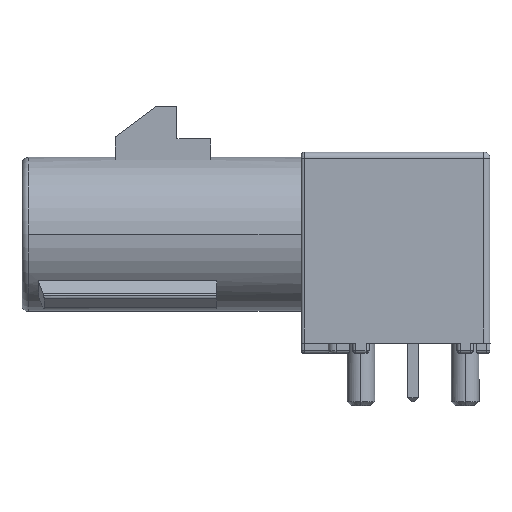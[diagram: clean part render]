
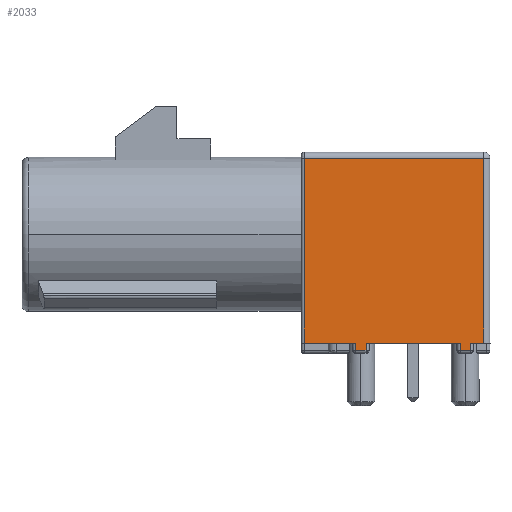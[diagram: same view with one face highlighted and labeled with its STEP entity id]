
A CAD part, top view. The second image highlights one B-rep face of the part: STEP entity #2033.
In plain terms, the highlighted planar face has unit normal (0, 0, 1).
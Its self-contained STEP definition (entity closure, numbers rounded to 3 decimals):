
#2033=ADVANCED_FACE('',(#2361),#2143,.T.);
#2143=PLANE('',#5779);
#2361=FACE_OUTER_BOUND('',#2603,.T.);
#2603=EDGE_LOOP('',(#3649,#3650,#3651,#3652,#3653,#3654,#3655,#3656,#3657,
#3658,#3659,#3660));
#3649=ORIENTED_EDGE('',*,*,#4662,.F.);
#3650=ORIENTED_EDGE('',*,*,#4593,.F.);
#3651=ORIENTED_EDGE('',*,*,#4621,.F.);
#3652=ORIENTED_EDGE('',*,*,#4493,.F.);
#3653=ORIENTED_EDGE('',*,*,#4487,.F.);
#3654=ORIENTED_EDGE('',*,*,#4458,.F.);
#3655=ORIENTED_EDGE('',*,*,#4620,.F.);
#3656=ORIENTED_EDGE('',*,*,#4453,.F.);
#3657=ORIENTED_EDGE('',*,*,#4447,.F.);
#3658=ORIENTED_EDGE('',*,*,#4438,.F.);
#3659=ORIENTED_EDGE('',*,*,#4659,.F.);
#3660=ORIENTED_EDGE('',*,*,#4661,.F.);
#3959=VERTEX_POINT('',#7651);
#3964=VERTEX_POINT('',#7661);
#3981=VERTEX_POINT('',#7745);
#4000=VERTEX_POINT('',#7814);
#4006=VERTEX_POINT('',#7834);
#4007=VERTEX_POINT('',#7835);
#4011=VERTEX_POINT('',#7877);
#4014=VERTEX_POINT('',#7885);
#4028=VERTEX_POINT('',#7970);
#4077=VERTEX_POINT('',#8224);
#4078=VERTEX_POINT('',#8226);
#4108=VERTEX_POINT('',#8415);
#4438=EDGE_CURVE('',#4006,#4007,#4872,.T.);
#4447=EDGE_CURVE('',#4007,#3981,#4876,.T.);
#4453=EDGE_CURVE('',#3981,#4011,#4880,.T.);
#4458=EDGE_CURVE('',#4014,#3964,#4882,.T.);
#4487=EDGE_CURVE('',#3964,#3959,#4898,.T.);
#4493=EDGE_CURVE('',#3959,#4028,#4902,.T.);
#4593=EDGE_CURVE('',#4078,#4077,#4956,.T.);
#4620=EDGE_CURVE('',#4011,#4014,#4977,.T.);
#4621=EDGE_CURVE('',#4028,#4078,#4978,.T.);
#4659=EDGE_CURVE('',#4108,#4006,#4999,.T.);
#4661=EDGE_CURVE('',#4000,#4108,#5000,.T.);
#4662=EDGE_CURVE('',#4077,#4000,#5001,.T.);
#4872=LINE('',#7833,#5207);
#4876=LINE('',#7864,#5211);
#4880=LINE('',#7876,#5215);
#4882=LINE('',#7886,#5217);
#4898=LINE('',#7957,#5233);
#4902=LINE('',#7969,#5237);
#4956=LINE('',#8227,#5291);
#4977=LINE('',#8310,#5312);
#4978=LINE('',#8311,#5313);
#4999=LINE('',#8414,#5334);
#5000=LINE('',#8418,#5335);
#5001=LINE('',#8420,#5336);
#5207=VECTOR('',#6432,1.);
#5211=VECTOR('',#6452,1.);
#5215=VECTOR('',#6468,1.);
#5217=VECTOR('',#6478,1.);
#5233=VECTOR('',#6550,1.);
#5237=VECTOR('',#6566,1.);
#5291=VECTOR('',#6798,1.);
#5312=VECTOR('',#6853,1.);
#5313=VECTOR('',#6854,1.);
#5334=VECTOR('',#6943,1.);
#5335=VECTOR('',#6948,1.);
#5336=VECTOR('',#6951,1.);
#5779=AXIS2_PLACEMENT_3D('',#8421,#6952,#6953);
#6432=DIRECTION('',(0.,-1.,0.));
#6452=DIRECTION('',(-1.,0.,0.));
#6468=DIRECTION('',(0.,1.,0.));
#6478=DIRECTION('',(0.,-1.,0.));
#6550=DIRECTION('',(-1.,0.,0.));
#6566=DIRECTION('',(0.,1.,0.));
#6798=DIRECTION('',(0.,1.,0.));
#6853=DIRECTION('',(-1.,0.,0.));
#6854=DIRECTION('',(-1.,0.,0.));
#6943=DIRECTION('',(-1.,0.,0.));
#6948=DIRECTION('',(0.,-1.,0.));
#6951=DIRECTION('',(1.,0.,0.));
#6952=DIRECTION('',(0.,0.,1.));
#6953=DIRECTION('',(-1.,0.,0.));
#7651=CARTESIAN_POINT('',(-6.54,-5.65,4.));
#7661=CARTESIAN_POINT('',(-6.04,-5.65,4.));
#7745=CARTESIAN_POINT('',(-1.46,-5.65,4.));
#7814=CARTESIAN_POINT('',(-0.3,3.7,4.));
#7833=CARTESIAN_POINT('',(-0.96,-5.3,4.));
#7834=CARTESIAN_POINT('',(-0.96,-5.3,4.));
#7835=CARTESIAN_POINT('',(-0.96,-5.65,4.));
#7864=CARTESIAN_POINT('',(-0.96,-5.65,4.));
#7876=CARTESIAN_POINT('',(-1.46,-5.65,4.));
#7877=CARTESIAN_POINT('',(-1.46,-5.3,4.));
#7885=CARTESIAN_POINT('',(-6.04,-5.3,4.));
#7886=CARTESIAN_POINT('',(-6.04,-5.3,4.));
#7957=CARTESIAN_POINT('',(-6.04,-5.65,4.));
#7969=CARTESIAN_POINT('',(-6.54,-5.65,4.));
#7970=CARTESIAN_POINT('',(-6.54,-5.3,4.));
#8224=CARTESIAN_POINT('',(-9.05,3.7,4.));
#8226=CARTESIAN_POINT('',(-9.05,-5.3,4.));
#8227=CARTESIAN_POINT('',(-9.05,-5.3,4.));
#8310=CARTESIAN_POINT('',(-1.46,-5.3,4.));
#8311=CARTESIAN_POINT('',(-6.54,-5.3,4.));
#8414=CARTESIAN_POINT('',(-0.3,-5.3,4.));
#8415=CARTESIAN_POINT('',(-0.3,-5.3,4.));
#8418=CARTESIAN_POINT('',(-0.3,3.7,4.));
#8420=CARTESIAN_POINT('',(-9.05,3.7,4.));
#8421=CARTESIAN_POINT('',(-4.45,-1.05,4.));
